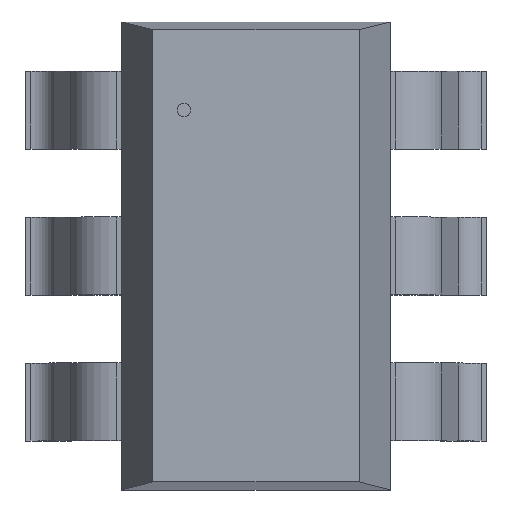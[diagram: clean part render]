
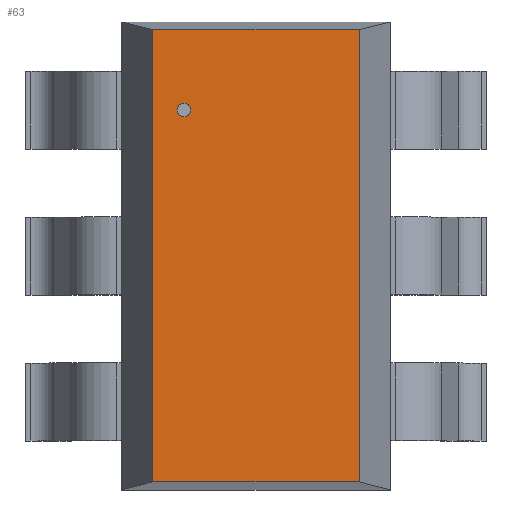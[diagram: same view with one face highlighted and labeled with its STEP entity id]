
A CAD part, top view. The second image highlights one B-rep face of the part: STEP entity #63.
In plain terms, the highlighted planar face has unit normal (0, 0, 1).
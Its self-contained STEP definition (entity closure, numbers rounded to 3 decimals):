
#63=ADVANCED_FACE('',(#64),#98,.T.);
#64=FACE_BOUND('',#65,.T.);
#65=EDGE_LOOP('',(#66,#76,#84,#92));
#66=ORIENTED_EDGE('',*,*,#67,.T.);
#67=EDGE_CURVE('',#68,#70,#72,.F.);
#68=VERTEX_POINT('',#69);
#69=CARTESIAN_POINT('',(-0.673,-1.473,1.448));
#70=VERTEX_POINT('',#71);
#71=CARTESIAN_POINT('',(0.673,-1.473,1.448));
#72=LINE('',#73,#74);
#73=CARTESIAN_POINT('',(0.673,-1.473,1.448));
#74=VECTOR('',#75,1.0);
#75=DIRECTION('',(-1.0,0.0,0.0));
#76=ORIENTED_EDGE('',*,*,#77,.T.);
#77=EDGE_CURVE('',#70,#78,#80,.F.);
#78=VERTEX_POINT('',#79);
#79=CARTESIAN_POINT('',(0.673,1.473,1.448));
#80=LINE('',#81,#82);
#81=CARTESIAN_POINT('',(0.673,1.473,1.448));
#82=VECTOR('',#83,1.0);
#83=DIRECTION('',(0.0,-1.0,0.0));
#84=ORIENTED_EDGE('',*,*,#85,.T.);
#85=EDGE_CURVE('',#78,#86,#88,.F.);
#86=VERTEX_POINT('',#87);
#87=CARTESIAN_POINT('',(-0.673,1.473,1.448));
#88=LINE('',#89,#90);
#89=CARTESIAN_POINT('',(-0.673,1.473,1.448));
#90=VECTOR('',#91,1.0);
#91=DIRECTION('',(1.0,0.0,0.0));
#92=ORIENTED_EDGE('',*,*,#93,.T.);
#93=EDGE_CURVE('',#86,#68,#94,.F.);
#94=LINE('',#95,#96);
#95=CARTESIAN_POINT('',(-0.673,-1.473,1.448));
#96=VECTOR('',#97,1.0);
#97=DIRECTION('',(0.0,1.0,0.0));
#98=PLANE('',#99);
#99=AXIS2_PLACEMENT_3D('',#100,#101,#102);
#100=CARTESIAN_POINT('',(-0.673,-1.473,1.448));
#101=DIRECTION('',(0.0,0.0,1.0));
#102=DIRECTION('',(0.0,1.0,0.0));
